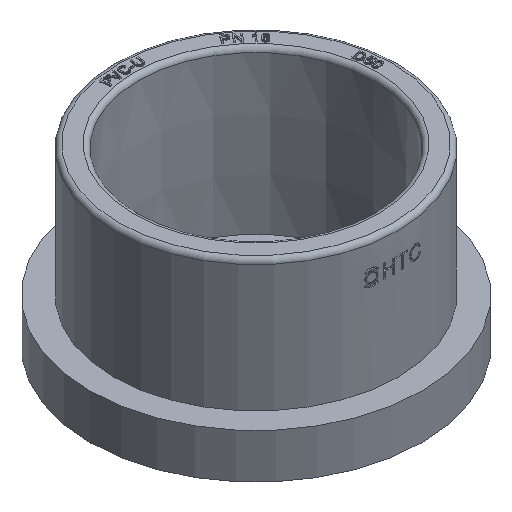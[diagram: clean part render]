
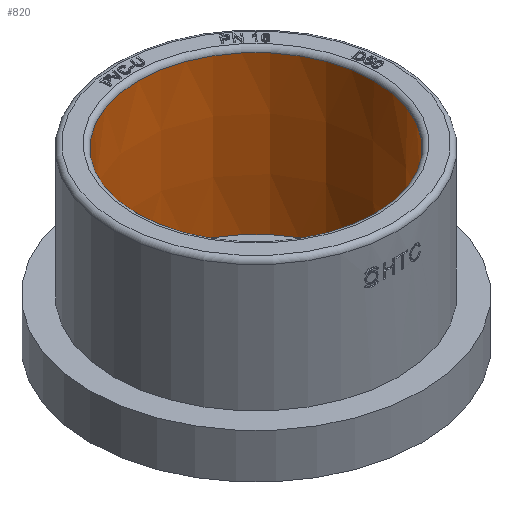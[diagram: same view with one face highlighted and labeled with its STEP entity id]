
A CAD part, isometric view. The second image highlights one B-rep face of the part: STEP entity #820.
In plain terms, the highlighted conical face has half-angle 0.414 degrees and reference radius 25 mm.
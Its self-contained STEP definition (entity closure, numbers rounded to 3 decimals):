
#790=CONICAL_SURFACE('',#3888,25.,0.414);
#820=ADVANCED_FACE('',(#1213,#1214),#790,.F.);
#1145=CIRCLE('',#3885,25.);
#1146=CIRCLE('',#3887,25.243);
#1213=FACE_BOUND('',#1291,.T.);
#1214=FACE_BOUND('',#1292,.T.);
#1291=EDGE_LOOP('',(#1678));
#1292=EDGE_LOOP('',(#1679));
#1678=ORIENTED_EDGE('',*,*,#3083,.T.);
#1679=ORIENTED_EDGE('',*,*,#3082,.T.);
#2720=VERTEX_POINT('',#5602);
#2721=VERTEX_POINT('',#5605);
#3082=EDGE_CURVE('',#2720,#2720,#1145,.T.);
#3083=EDGE_CURVE('',#2721,#2721,#1146,.T.);
#3885=AXIS2_PLACEMENT_3D('',#5601,#4122,#4123);
#3887=AXIS2_PLACEMENT_3D('',#5604,#4126,#4127);
#3888=AXIS2_PLACEMENT_3D('',#5606,#4128,#4129);
#4122=DIRECTION('',(0.,0.,-1.));
#4123=DIRECTION('',(1.,0.,0.));
#4126=DIRECTION('',(0.,0.,1.));
#4127=DIRECTION('',(-1.,0.,0.));
#4128=DIRECTION('',(0.,0.,1.));
#4129=DIRECTION('',(1.,0.,0.));
#5601=CARTESIAN_POINT('',(0.,0.,-6.4));
#5602=CARTESIAN_POINT('',(25.,0.,-6.4));
#5604=CARTESIAN_POINT('',(0.,0.,27.207));
#5605=CARTESIAN_POINT('',(-25.243,0.,27.207));
#5606=CARTESIAN_POINT('',(0.,0.,-6.4));
